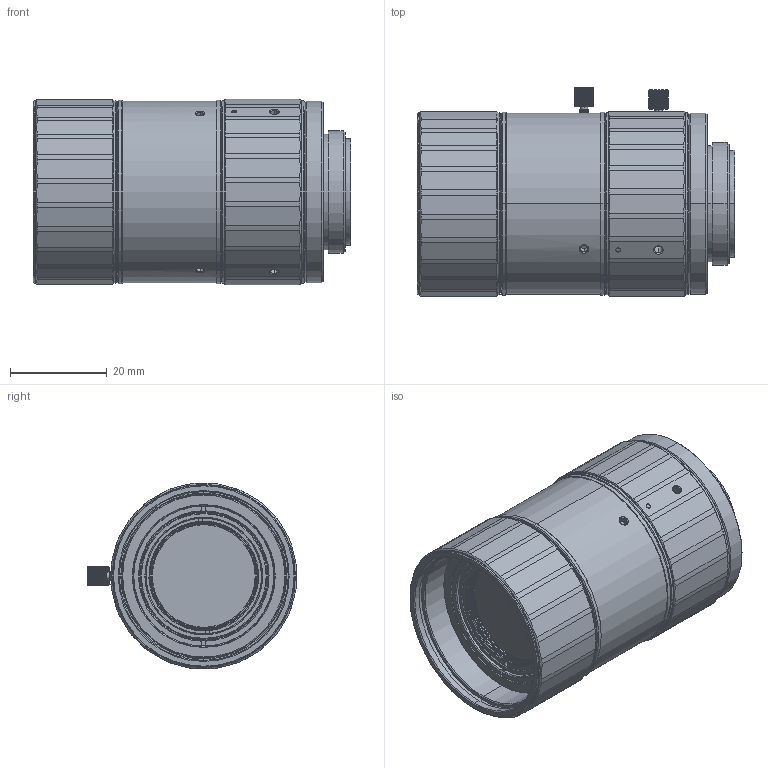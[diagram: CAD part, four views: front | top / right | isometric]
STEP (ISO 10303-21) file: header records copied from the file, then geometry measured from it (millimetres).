
FILE_DESCRIPTION (( 'STEP AP203' ), '1' );
FILE_NAME ('MFA121-U25.STEP', '2022-11-11T08:38:19', ( '' ), ( '' ), 'SwSTEP 2.0', 'SolidWorks 2017', '' );
FILE_SCHEMA (( 'CONFIG_CONTROL_DESIGN' ));
Length unit declared in the file: millimetre
Products named in the file (1): MFA121-U25
Bounding box: 65.74 x 43.32 x 38.45 mm (x, y, z)
Volume: 56453.5 mm3; surface area: 61565.6 mm2
Topology: 41 solids, 41 shells, 2366 faces, 6012 edges, 3842 vertices
Faces by surface type: cylinder 801, plane 751, cone 610, bspline 204
Entity records: 95895 total; most frequent: CARTESIAN_POINT 40673, ORIENTED_EDGE 11924, DIRECTION 11162, EDGE_CURVE 5962, AXIS2_PLACEMENT_3D 4419, VERTEX_POINT 3842, EDGE_LOOP 2588, ADVANCED_FACE 2366
